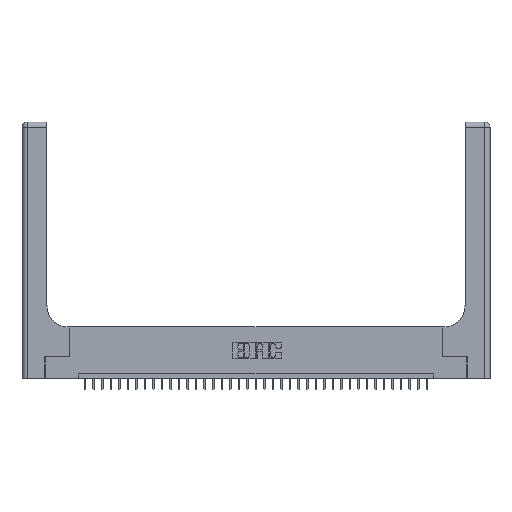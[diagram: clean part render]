
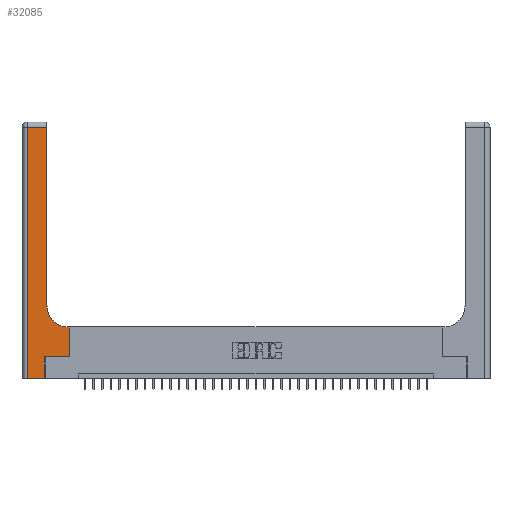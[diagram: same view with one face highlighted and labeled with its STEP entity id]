
A CAD part, top view. The second image highlights one B-rep face of the part: STEP entity #32085.
In plain terms, the highlighted planar face has unit normal (0, 0, 1).
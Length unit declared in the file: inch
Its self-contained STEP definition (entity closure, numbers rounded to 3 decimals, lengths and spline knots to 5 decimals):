
#1109 = DIRECTION ( 'NONE',  ( 0., 1., 0. ) ) ;
#1168 = CARTESIAN_POINT ( 'NONE',  ( 0.2915, 2.94, 0.37 ) ) ;
#1499 = DIRECTION ( 'NONE',  ( 0., -1., 0. ) ) ;
#1864 = VECTOR ( 'NONE', #33308, 39.37008 ) ;
#2114 = DIRECTION ( 'NONE',  ( -1., 0., 0. ) ) ;
#2141 = VECTOR ( 'NONE', #31575, 39.37008 ) ;
#2556 = VERTEX_POINT ( 'NONE', #6882 ) ;
#2611 = CARTESIAN_POINT ( 'NONE',  ( 0.269, 0.25, 0.37 ) ) ;
#2651 = VERTEX_POINT ( 'NONE', #1168 ) ;
#2929 = EDGE_LOOP ( 'NONE', ( #20838, #35178, #7040, #8801, #32318, #12982, #33246, #35826, #34941 ) ) ;
#3165 = EDGE_CURVE ( 'NONE', #31452, #2556, #26985, .T. ) ;
#3519 = CARTESIAN_POINT ( 'NONE',  ( 0.5585, 0.25, 0.37 ) ) ;
#3632 = VECTOR ( 'NONE', #27569, 39.37008 ) ;
#4631 = CARTESIAN_POINT ( 'NONE',  ( 0.06, 3., 0.37 ) ) ;
#5240 = LINE ( 'NONE', #11463, #9108 ) ;
#5408 = DIRECTION ( 'NONE',  ( 1., 0., 0. ) ) ;
#5640 = EDGE_CURVE ( 'NONE', #2651, #31452, #34082, .T. ) ;
#6403 = LINE ( 'NONE', #20150, #2141 ) ;
#6716 = AXIS2_PLACEMENT_3D ( 'NONE', #8704, #31286, #12174 ) ;
#6882 = CARTESIAN_POINT ( 'NONE',  ( 0.06, 0., 0.37 ) ) ;
#7040 = ORIENTED_EDGE ( 'NONE', *, *, #3165, .T. ) ;
#7081 = DIRECTION ( 'NONE',  ( 0., 0., -1. ) ) ;
#7912 = VECTOR ( 'NONE', #1109, 39.37008 ) ;
#8704 = CARTESIAN_POINT ( 'NONE',  ( 0.5415, 0.85, 0.37 ) ) ;
#8801 = ORIENTED_EDGE ( 'NONE', *, *, #19181, .T. ) ;
#8929 = CARTESIAN_POINT ( 'NONE',  ( 0., 2.94, 0.37 ) ) ;
#9108 = VECTOR ( 'NONE', #5408, 39.37008 ) ;
#9685 = VECTOR ( 'NONE', #28424, 39.37008 ) ;
#9695 = CARTESIAN_POINT ( 'NONE',  ( 0.5415, 0.6, 0.37 ) ) ;
#9967 = CARTESIAN_POINT ( 'NONE',  ( 0.06, 2.94, 0.37 ) ) ;
#10656 = VERTEX_POINT ( 'NONE', #21531 ) ;
#10908 = CARTESIAN_POINT ( 'NONE',  ( 0.269, 0., 0.37 ) ) ;
#11439 = CARTESIAN_POINT ( 'NONE',  ( 0.2915, 0.6, 0.37 ) ) ;
#11463 = CARTESIAN_POINT ( 'NONE',  ( 0.269, 0.25, 0.37 ) ) ;
#12174 = DIRECTION ( 'NONE',  ( 1., 0., 0. ) ) ;
#12982 = ORIENTED_EDGE ( 'NONE', *, *, #32158, .T. ) ;
#17526 = EDGE_CURVE ( 'NONE', #35096, #20130, #31436, .T. ) ;
#18238 = CARTESIAN_POINT ( 'NONE',  ( 0., 3., 0.37 ) ) ;
#19181 = EDGE_CURVE ( 'NONE', #2556, #10656, #6403, .T. ) ;
#20026 = LINE ( 'NONE', #11439, #3632 ) ;
#20130 = VERTEX_POINT ( 'NONE', #23015 ) ;
#20150 = CARTESIAN_POINT ( 'NONE',  ( 0., 0., 0.37 ) ) ;
#20771 = CIRCLE ( 'NONE', #6716, 0.25 ) ;
#20838 = ORIENTED_EDGE ( 'NONE', *, *, #31992, .T. ) ;
#21063 = VERTEX_POINT ( 'NONE', #9695 ) ;
#21531 = CARTESIAN_POINT ( 'NONE',  ( 0.269, 0., 0.37 ) ) ;
#23015 = CARTESIAN_POINT ( 'NONE',  ( 0.5585, 0.6, 0.37 ) ) ;
#23768 = LINE ( 'NONE', #34990, #9685 ) ;
#23962 = CARTESIAN_POINT ( 'NONE',  ( 0.5585, 0.25, 0.37 ) ) ;
#24495 = FACE_OUTER_BOUND ( 'NONE', #2929, .T. ) ;
#24829 = LINE ( 'NONE', #10908, #1864 ) ;
#25193 = CARTESIAN_POINT ( 'NONE',  ( 0.2915, 0.85, 0.37 ) ) ;
#26985 = LINE ( 'NONE', #4631, #28779 ) ;
#27139 = VECTOR ( 'NONE', #31351, 39.37008 ) ;
#27293 = VERTEX_POINT ( 'NONE', #25193 ) ;
#27569 = DIRECTION ( 'NONE',  ( -1., 0., 0. ) ) ;
#28401 = EDGE_CURVE ( 'NONE', #20130, #21063, #20026, .T. ) ;
#28424 = DIRECTION ( 'NONE',  ( 0., 1., 0. ) ) ;
#28433 = EDGE_CURVE ( 'NONE', #10656, #32624, #24829, .T. ) ;
#28779 = VECTOR ( 'NONE', #1499, 39.37008 ) ;
#31281 = EDGE_CURVE ( 'NONE', #21063, #27293, #20771, .T. ) ;
#31286 = DIRECTION ( 'NONE',  ( 0., 0., -1. ) ) ;
#31351 = DIRECTION ( 'NONE',  ( -1., 0., 0. ) ) ;
#31436 = LINE ( 'NONE', #3519, #7912 ) ;
#31452 = VERTEX_POINT ( 'NONE', #9967 ) ;
#31575 = DIRECTION ( 'NONE',  ( 1., 0., 0. ) ) ;
#31974 = AXIS2_PLACEMENT_3D ( 'NONE', #18238, #7081, #2114 ) ;
#31992 = EDGE_CURVE ( 'NONE', #27293, #2651, #23768, .T. ) ;
#32085 = ADVANCED_FACE ( 'NONE', ( #24495 ), #35327, .F. ) ;
#32158 = EDGE_CURVE ( 'NONE', #32624, #35096, #5240, .T. ) ;
#32318 = ORIENTED_EDGE ( 'NONE', *, *, #28433, .T. ) ;
#32624 = VERTEX_POINT ( 'NONE', #2611 ) ;
#33246 = ORIENTED_EDGE ( 'NONE', *, *, #17526, .T. ) ;
#33308 = DIRECTION ( 'NONE',  ( 0., 1., 0. ) ) ;
#34082 = LINE ( 'NONE', #8929, #27139 ) ;
#34941 = ORIENTED_EDGE ( 'NONE', *, *, #31281, .T. ) ;
#34990 = CARTESIAN_POINT ( 'NONE',  ( 0.2915, 3., 0.37 ) ) ;
#35096 = VERTEX_POINT ( 'NONE', #23962 ) ;
#35178 = ORIENTED_EDGE ( 'NONE', *, *, #5640, .T. ) ;
#35327 = PLANE ( 'NONE',  #31974 ) ;
#35826 = ORIENTED_EDGE ( 'NONE', *, *, #28401, .T. ) ;
